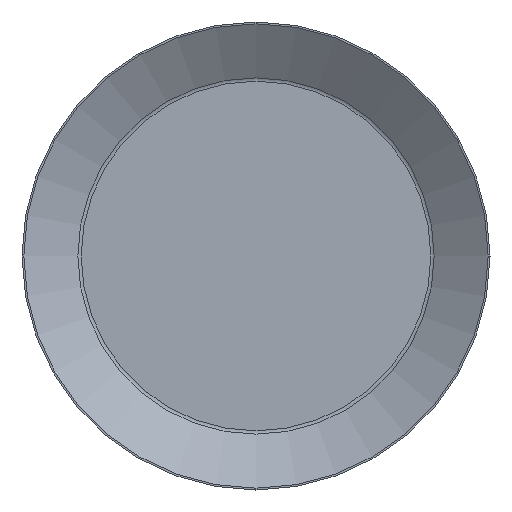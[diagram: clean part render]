
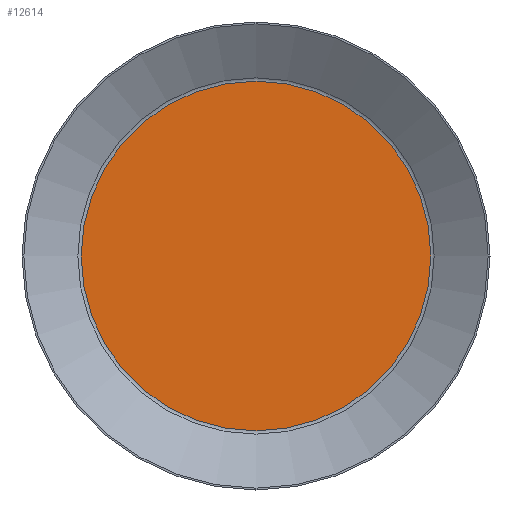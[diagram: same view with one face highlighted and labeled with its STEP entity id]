
A CAD part, front view. The second image highlights one B-rep face of the part: STEP entity #12614.
In plain terms, the highlighted planar face has unit normal (0, -1, 0).
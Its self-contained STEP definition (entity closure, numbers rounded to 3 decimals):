
#661=CIRCLE('',#13988,56.027);
#662=CIRCLE('',#13989,56.027);
#1982=FACE_OUTER_BOUND('',#2869,.T.);
#2869=EDGE_LOOP('',(#11435,#11436));
#6095=VERTEX_POINT('',#26183);
#6096=VERTEX_POINT('',#26184);
#7874=EDGE_CURVE('',#6095,#6096,#661,.T.);
#7875=EDGE_CURVE('',#6096,#6095,#662,.T.);
#11435=ORIENTED_EDGE('',*,*,#7874,.T.);
#11436=ORIENTED_EDGE('',*,*,#7875,.T.);
#11875=PLANE('',#13991);
#12614=ADVANCED_FACE('',(#1982),#11875,.T.);
#13988=AXIS2_PLACEMENT_3D('',#26185,#17574,#17575);
#13989=AXIS2_PLACEMENT_3D('',#26186,#17576,#17577);
#13991=AXIS2_PLACEMENT_3D('',#26188,#17580,#17581);
#17574=DIRECTION('center_axis',(0.,-1.,0.));
#17575=DIRECTION('ref_axis',(1.,0.,0.));
#17576=DIRECTION('center_axis',(0.,-1.,0.));
#17577=DIRECTION('ref_axis',(1.,0.,0.));
#17580=DIRECTION('center_axis',(0.,-1.,0.));
#17581=DIRECTION('ref_axis',(0.,0.,-1.));
#26183=CARTESIAN_POINT('',(56.027,0.,0.));
#26184=CARTESIAN_POINT('',(0.,0.,
56.027));
#26185=CARTESIAN_POINT('Origin',(0.,0.,0.));
#26186=CARTESIAN_POINT('Origin',(0.,0.,0.));
#26188=CARTESIAN_POINT('Origin',(0.,0.,0.));
